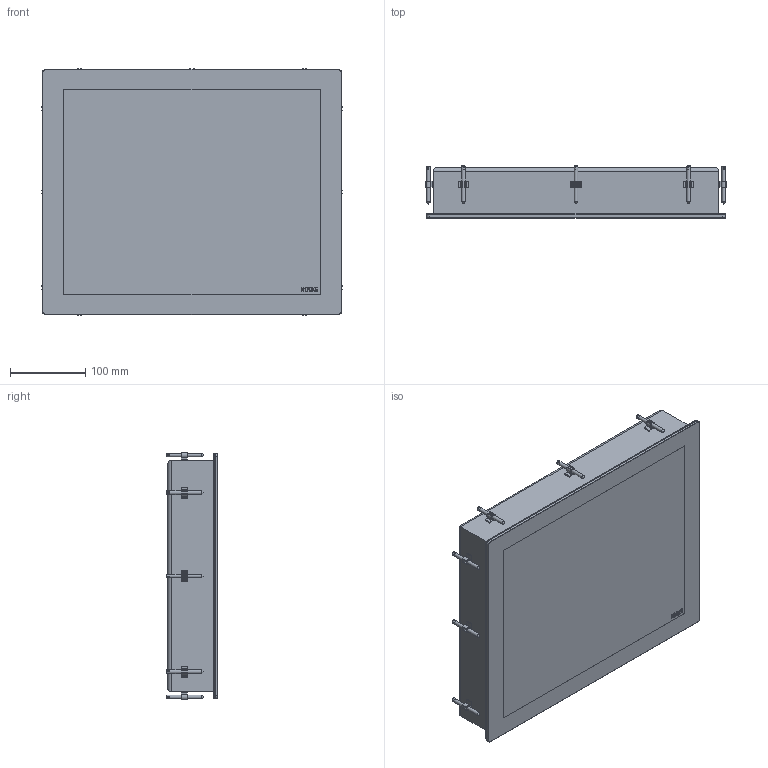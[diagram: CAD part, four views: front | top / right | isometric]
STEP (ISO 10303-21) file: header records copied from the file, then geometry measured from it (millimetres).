
FILE_DESCRIPTION( ( 'Unknown' ), '1' );
FILE_NAME( 'N170KG.stp', 'Unknown', ( 'Unknown' ), ( 'Unknown' ), 'PSStep 17.0.49', 'Unknown', ' ' );
FILE_SCHEMA( ( 'AUTOMOTIVE_DESIGN { 1 0 10303 214 1 1 1 1 }' ) );
Length unit declared in the file: millimetre
Products named in the file (3): Assem1; 0901124asm; N170K(G)E 3d-model
Assembly tree (12 placements, depth 2):
  Assem1
    0901124asm  x11
    N170K(G)E 3d-model
Bounding box: 398.4 x 68.5 x 327 mm (x, y, z)
Volume: 7385879.7 mm3; surface area: 366372 mm2
Topology: 12 solids, 19 shells, 1329 faces, 3497 edges, 2277 vertices
Faces by surface type: plane 803, cylinder 317, extrusion 113, cone 96
Full cylindrical faces by diameter (mm): 2 x7, 5 x11
Entity records: 24011 total; most frequent: CARTESIAN_POINT 7850, ORIENTED_EDGE 2644, DIRECTION 1778, EDGE_CURVE 1322, VERTEX_POINT 884, B_SPLINE_CURVE_WITH_KNOTS 781, VECTOR 654, EDGE_LOOP 641
